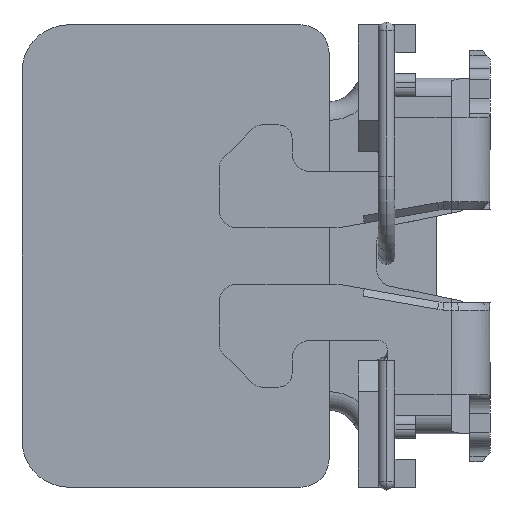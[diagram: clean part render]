
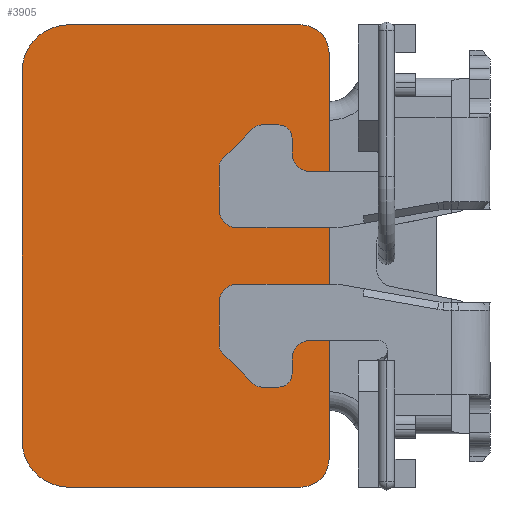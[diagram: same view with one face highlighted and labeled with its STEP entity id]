
A CAD part, left-side view. The second image highlights one B-rep face of the part: STEP entity #3905.
In plain terms, the highlighted planar face has unit normal (-1, 0, 0).
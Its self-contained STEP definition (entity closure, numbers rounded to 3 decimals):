
#105 = VERTEX_POINT ( 'NONE', #1130 ) ;
#222 = ORIENTED_EDGE ( 'NONE', *, *, #13119, .T. ) ;
#287 = VERTEX_POINT ( 'NONE', #4671 ) ;
#462 = AXIS2_PLACEMENT_3D ( 'NONE', #11577, #5545, #11664 ) ;
#498 = ORIENTED_EDGE ( 'NONE', *, *, #10018, .T. ) ;
#673 = AXIS2_PLACEMENT_3D ( 'NONE', #2069, #2273, #6873 ) ;
#1130 = CARTESIAN_POINT ( 'NONE',  ( -1.553, 2.25, -1.235 ) ) ;
#1215 = DIRECTION ( 'NONE',  ( -1., 0., 0. ) ) ;
#1384 = CARTESIAN_POINT ( 'NONE',  ( -1.553, 1.91, -0.045 ) ) ;
#1400 = EDGE_LOOP ( 'NONE', ( #5912, #498, #1691, #11354, #222, #11578, #4782, #2180 ) ) ;
#1489 = EDGE_CURVE ( 'NONE', #105, #287, #6600, .T. ) ;
#1691 = ORIENTED_EDGE ( 'NONE', *, *, #1489, .T. ) ;
#1824 = CARTESIAN_POINT ( 'NONE',  ( -1.553, 1.91, -1.235 ) ) ;
#2069 = CARTESIAN_POINT ( 'NONE',  ( -1.553, 1.01, -1.085 ) ) ;
#2180 = ORIENTED_EDGE ( 'NONE', *, *, #11628, .F. ) ;
#2273 = DIRECTION ( 'NONE',  ( 1., 0., 0. ) ) ;
#2311 = VERTEX_POINT ( 'NONE', #11839 ) ;
#2713 = CARTESIAN_POINT ( 'NONE',  ( -1.553, 2.5, -0.985 ) ) ;
#3249 = VECTOR ( 'NONE', #11485, 1000. ) ;
#3256 = CARTESIAN_POINT ( 'NONE',  ( -1.553, 2.5, -1.325 ) ) ;
#3359 = AXIS2_PLACEMENT_3D ( 'NONE', #12559, #6543, #14883 ) ;
#3434 = CARTESIAN_POINT ( 'NONE',  ( -1.553, 0.86, -1.085 ) ) ;
#3596 = DIRECTION ( 'NONE',  ( 0., 0., -1. ) ) ;
#3905 = ADVANCED_FACE ( 'NONE', ( #4084 ), #10699, .T. ) ;
#4084 = FACE_OUTER_BOUND ( 'NONE', #1400, .T. ) ;
#4388 = LINE ( 'NONE', #10418, #13385 ) ;
#4595 = CIRCLE ( 'NONE', #462, 0.25 ) ;
#4671 = CARTESIAN_POINT ( 'NONE',  ( -1.553, 1.01, -1.235 ) ) ;
#4782 = ORIENTED_EDGE ( 'NONE', *, *, #5931, .F. ) ;
#4856 = DIRECTION ( 'NONE',  ( 0., 0., -1. ) ) ;
#4941 = EDGE_CURVE ( 'NONE', #12994, #9285, #8256, .T. ) ;
#5545 = DIRECTION ( 'NONE',  ( 1., 0., 0. ) ) ;
#5548 = AXIS2_PLACEMENT_3D ( 'NONE', #9449, #1215, #4856 ) ;
#5579 = VECTOR ( 'NONE', #8078, 1000. ) ;
#5803 = CARTESIAN_POINT ( 'NONE',  ( -1.553, 0.86, 1.235 ) ) ;
#5912 = ORIENTED_EDGE ( 'NONE', *, *, #14386, .T. ) ;
#5931 = EDGE_CURVE ( 'NONE', #11755, #9285, #4388, .T. ) ;
#6543 = DIRECTION ( 'NONE',  ( -1., 0., 0. ) ) ;
#6600 = LINE ( 'NONE', #1824, #14885 ) ;
#6873 = DIRECTION ( 'NONE',  ( 0., 0., -1. ) ) ;
#7773 = AXIS2_PLACEMENT_3D ( 'NONE', #1384, #11947, #3596 ) ;
#7780 = VERTEX_POINT ( 'NONE', #2713 ) ;
#8078 = DIRECTION ( 'NONE',  ( 0., 0., -1. ) ) ;
#8256 = CIRCLE ( 'NONE', #3359, 0.15 ) ;
#8548 = CARTESIAN_POINT ( 'NONE',  ( -1.553, 0.86, 1.085 ) ) ;
#8722 = LINE ( 'NONE', #3256, #5579 ) ;
#9285 = VERTEX_POINT ( 'NONE', #13889 ) ;
#9449 = CARTESIAN_POINT ( 'NONE',  ( -1.553, 2.25, -0.985 ) ) ;
#9493 = LINE ( 'NONE', #5803, #3249 ) ;
#10018 = EDGE_CURVE ( 'NONE', #7780, #105, #13618, .T. ) ;
#10418 = CARTESIAN_POINT ( 'NONE',  ( -1.553, 1.91, 1.235 ) ) ;
#10692 = CARTESIAN_POINT ( 'NONE',  ( -1.553, 2.25, 1.235 ) ) ;
#10699 = PLANE ( 'NONE',  #7773 ) ;
#11312 = VERTEX_POINT ( 'NONE', #3434 ) ;
#11354 = ORIENTED_EDGE ( 'NONE', *, *, #11636, .F. ) ;
#11485 = DIRECTION ( 'NONE',  ( 0., 0., 1. ) ) ;
#11563 = CIRCLE ( 'NONE', #673, 0.15 ) ;
#11577 = CARTESIAN_POINT ( 'NONE',  ( -1.553, 2.25, 0.985 ) ) ;
#11578 = ORIENTED_EDGE ( 'NONE', *, *, #4941, .T. ) ;
#11628 = EDGE_CURVE ( 'NONE', #2311, #11755, #4595, .T. ) ;
#11636 = EDGE_CURVE ( 'NONE', #11312, #287, #11563, .T. ) ;
#11664 = DIRECTION ( 'NONE',  ( 0., 0., 1. ) ) ;
#11755 = VERTEX_POINT ( 'NONE', #10692 ) ;
#11839 = CARTESIAN_POINT ( 'NONE',  ( -1.553, 2.5, 0.985 ) ) ;
#11947 = DIRECTION ( 'NONE',  ( -1., 0., 0. ) ) ;
#12559 = CARTESIAN_POINT ( 'NONE',  ( -1.553, 1.01, 1.085 ) ) ;
#12994 = VERTEX_POINT ( 'NONE', #8548 ) ;
#13119 = EDGE_CURVE ( 'NONE', #11312, #12994, #9493, .T. ) ;
#13385 = VECTOR ( 'NONE', #13772, 1000. ) ;
#13566 = DIRECTION ( 'NONE',  ( 0., -1., 0. ) ) ;
#13618 = CIRCLE ( 'NONE', #5548, 0.25 ) ;
#13772 = DIRECTION ( 'NONE',  ( 0., -1., 0. ) ) ;
#13889 = CARTESIAN_POINT ( 'NONE',  ( -1.553, 1.01, 1.235 ) ) ;
#14386 = EDGE_CURVE ( 'NONE', #2311, #7780, #8722, .T. ) ;
#14883 = DIRECTION ( 'NONE',  ( 0., 0., 1. ) ) ;
#14885 = VECTOR ( 'NONE', #13566, 1000. ) ;
